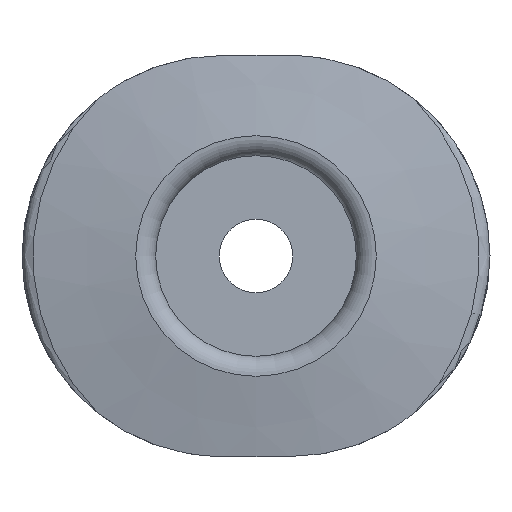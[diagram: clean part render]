
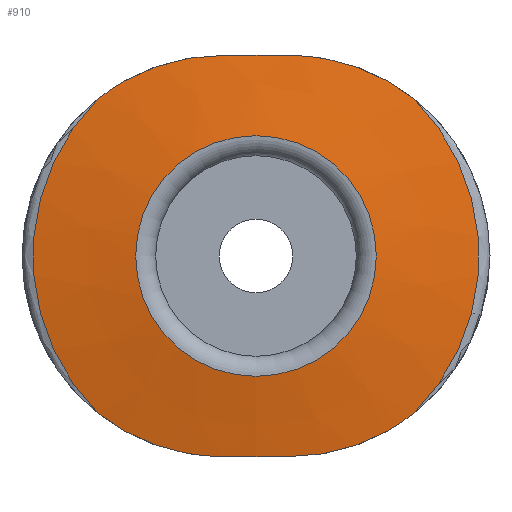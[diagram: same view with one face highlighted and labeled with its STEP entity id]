
A CAD part, left-side view. The second image highlights one B-rep face of the part: STEP entity #910.
In plain terms, the highlighted conical face has half-angle 80 degrees and reference radius 1.8 mm.
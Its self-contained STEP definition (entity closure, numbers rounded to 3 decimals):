
#112=CIRCLE('',#988,3.335);
#113=CIRCLE('',#990,3.335);
#114=CIRCLE('',#992,1.8);
#224=ORIENTED_EDGE('',*,*,#320,.T.);
#225=ORIENTED_EDGE('',*,*,#324,.T.);
#226=ORIENTED_EDGE('',*,*,#325,.F.);
#227=ORIENTED_EDGE('',*,*,#321,.T.);
#228=ORIENTED_EDGE('',*,*,#313,.T.);
#229=ORIENTED_EDGE('',*,*,#318,.T.);
#230=ORIENTED_EDGE('',*,*,#326,.F.);
#231=ORIENTED_EDGE('',*,*,#315,.T.);
#232=ORIENTED_EDGE('',*,*,#327,.T.);
#313=EDGE_CURVE('',#374,#375,#399,.T.);
#315=EDGE_CURVE('',#377,#376,#400,.T.);
#318=EDGE_CURVE('',#375,#379,#403,.T.);
#320=EDGE_CURVE('',#376,#380,#404,.T.);
#321=EDGE_CURVE('',#381,#374,#405,.T.);
#324=EDGE_CURVE('',#380,#383,#408,.T.);
#325=EDGE_CURVE('',#381,#383,#112,.T.);
#326=EDGE_CURVE('',#377,#379,#113,.T.);
#327=EDGE_CURVE('',#384,#384,#114,.T.);
#374=VERTEX_POINT('',#1333);
#375=VERTEX_POINT('',#1335);
#376=VERTEX_POINT('',#1342);
#377=VERTEX_POINT('',#1347);
#379=VERTEX_POINT('',#1357);
#380=VERTEX_POINT('',#1364);
#381=VERTEX_POINT('',#1374);
#383=VERTEX_POINT('',#1384);
#384=VERTEX_POINT('',#1395);
#399=B_SPLINE_CURVE_WITH_KNOTS('',3,(#1336,#1337,#1338,#1339),
 .UNSPECIFIED.,.F.,.F.,(4,4),(0.001,0.002),
 .UNSPECIFIED.);
#400=B_SPLINE_CURVE_WITH_KNOTS('',3,(#1343,#1344,#1345,#1346),
 .UNSPECIFIED.,.F.,.F.,(4,4),(0.,0.002),
 .UNSPECIFIED.);
#403=B_SPLINE_CURVE_WITH_KNOTS('',3,(#1358,#1359,#1360,#1361),
 .UNSPECIFIED.,.F.,.F.,(4,4),(0.,0.002),
 .UNSPECIFIED.);
#404=B_SPLINE_CURVE_WITH_KNOTS('',3,(#1365,#1366,#1367,#1368),
 .UNSPECIFIED.,.F.,.F.,(4,4),(0.001,0.002),
 .UNSPECIFIED.);
#405=B_SPLINE_CURVE_WITH_KNOTS('',3,(#1370,#1371,#1372,#1373),
 .UNSPECIFIED.,.F.,.F.,(4,4),(0.,0.002),
 .UNSPECIFIED.);
#408=B_SPLINE_CURVE_WITH_KNOTS('',3,(#1385,#1386,#1387,#1388),
 .UNSPECIFIED.,.F.,.F.,(4,4),(0.,0.002),
 .UNSPECIFIED.);
#463=EDGE_LOOP('',(#224,#225,#226,#227,#228,#229,#230,#231));
#464=EDGE_LOOP('',(#232));
#537=FACE_BOUND('',#463,.T.);
#538=FACE_BOUND('',#464,.T.);
#566=CONICAL_SURFACE('',#991,1.8,1.396);
#910=ADVANCED_FACE('',(#537,#538),#566,.T.);
#988=AXIS2_PLACEMENT_3D('',#1390,#1148,#1149);
#990=AXIS2_PLACEMENT_3D('',#1392,#1152,#1153);
#991=AXIS2_PLACEMENT_3D('',#1393,#1154,#1155);
#992=AXIS2_PLACEMENT_3D('',#1394,#1156,#1157);
#1148=DIRECTION('',(1.,0.,0.));
#1149=DIRECTION('',(0.,0.,-1.));
#1152=DIRECTION('',(1.,0.,0.));
#1153=DIRECTION('',(0.,0.,-1.));
#1154=DIRECTION('',(1.,0.,0.));
#1155=DIRECTION('',(0.,0.,-1.));
#1156=DIRECTION('',(1.,0.,0.));
#1157=DIRECTION('',(0.,0.,-1.));
#1333=CARTESIAN_POINT('',(-9.331,-0.5,3.));
#1335=CARTESIAN_POINT('',(-9.331,0.5,3.));
#1336=CARTESIAN_POINT('',(-9.331,-0.5,3.));
#1337=CARTESIAN_POINT('',(-9.341,-0.167,3.));
#1338=CARTESIAN_POINT('',(-9.341,0.167,3.));
#1339=CARTESIAN_POINT('',(-9.331,0.5,3.));
#1342=CARTESIAN_POINT('',(-9.331,0.5,-3.));
#1343=CARTESIAN_POINT('',(-9.279,2.37,-2.346));
#1344=CARTESIAN_POINT('',(-9.293,1.84,-2.768));
#1345=CARTESIAN_POINT('',(-9.311,1.178,-3.));
#1346=CARTESIAN_POINT('',(-9.331,0.5,-3.));
#1347=CARTESIAN_POINT('',(-9.279,2.37,-2.346));
#1357=CARTESIAN_POINT('',(-9.279,2.37,2.346));
#1358=CARTESIAN_POINT('',(-9.331,0.5,3.));
#1359=CARTESIAN_POINT('',(-9.311,1.18,3.));
#1360=CARTESIAN_POINT('',(-9.293,1.839,2.769));
#1361=CARTESIAN_POINT('',(-9.279,2.37,2.346));
#1364=CARTESIAN_POINT('',(-9.331,-0.5,-3.));
#1365=CARTESIAN_POINT('',(-9.331,0.5,-3.));
#1366=CARTESIAN_POINT('',(-9.341,0.167,-3.));
#1367=CARTESIAN_POINT('',(-9.341,-0.167,-3.));
#1368=CARTESIAN_POINT('',(-9.331,-0.5,-3.));
#1370=CARTESIAN_POINT('',(-9.279,-2.37,2.346));
#1371=CARTESIAN_POINT('',(-9.293,-1.84,2.768));
#1372=CARTESIAN_POINT('',(-9.311,-1.178,3.));
#1373=CARTESIAN_POINT('',(-9.331,-0.5,3.));
#1374=CARTESIAN_POINT('',(-9.279,-2.37,2.346));
#1384=CARTESIAN_POINT('',(-9.279,-2.37,-2.346));
#1385=CARTESIAN_POINT('',(-9.331,-0.5,-3.));
#1386=CARTESIAN_POINT('',(-9.311,-1.18,-3.));
#1387=CARTESIAN_POINT('',(-9.293,-1.839,-2.769));
#1388=CARTESIAN_POINT('',(-9.279,-2.37,-2.346));
#1390=CARTESIAN_POINT('',(-9.279,0.,0.));
#1392=CARTESIAN_POINT('',(-9.279,0.,0.));
#1393=CARTESIAN_POINT('',(-9.55,0.,0.));
#1394=CARTESIAN_POINT('',(-9.55,0.,0.));
#1395=CARTESIAN_POINT('',(-9.55,0.,-1.8));
